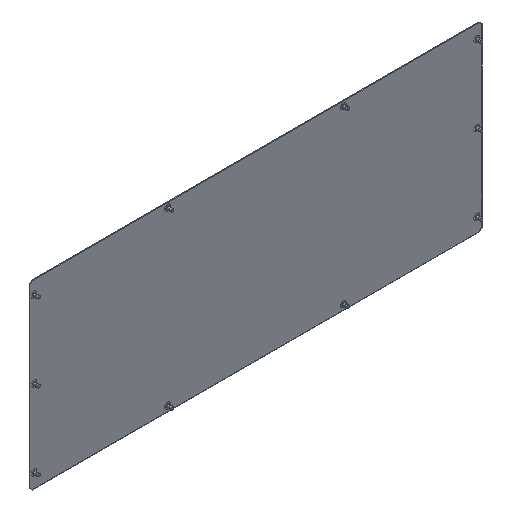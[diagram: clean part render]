
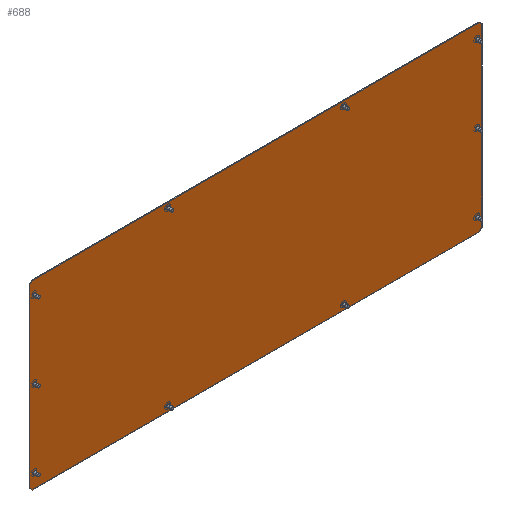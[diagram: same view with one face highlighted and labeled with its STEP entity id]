
A CAD part, isometric view. The second image highlights one B-rep face of the part: STEP entity #688.
In plain terms, the highlighted planar face has unit normal (0, -1, 0).
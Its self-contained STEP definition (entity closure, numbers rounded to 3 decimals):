
#688=ADVANCED_FACE('',(#1214,#1215,#1216,#1217,#1218,#1219,#1220,#1221,#1222,#1223,#1224),#1225,.F.);
#1214=FACE_OUTER_BOUND('',#1689,.T.);
#1215=FACE_BOUND('',#1690,.T.);
#1216=FACE_BOUND('',#1691,.T.);
#1217=FACE_BOUND('',#1692,.T.);
#1218=FACE_BOUND('',#1693,.T.);
#1219=FACE_BOUND('',#1694,.T.);
#1220=FACE_BOUND('',#1695,.T.);
#1221=FACE_BOUND('',#1696,.T.);
#1222=FACE_BOUND('',#1697,.T.);
#1223=FACE_BOUND('',#1698,.T.);
#1224=FACE_BOUND('',#1699,.T.);
#1225=PLANE('',#1700);
#1689=EDGE_LOOP('',(#2731,#2732,#2733,#2734,#2735,#2736,#2737,#2738));
#1690=EDGE_LOOP('',(#2739,#2740));
#1691=EDGE_LOOP('',(#2741,#2742));
#1692=EDGE_LOOP('',(#2743,#2744));
#1693=EDGE_LOOP('',(#2745,#2746));
#1694=EDGE_LOOP('',(#2747,#2748));
#1695=EDGE_LOOP('',(#2749,#2750));
#1696=EDGE_LOOP('',(#2751,#2752));
#1697=EDGE_LOOP('',(#2753,#2754));
#1698=EDGE_LOOP('',(#2755,#2756));
#1699=EDGE_LOOP('',(#2757,#2758));
#1700=AXIS2_PLACEMENT_3D('',#2759,#2760,#2761);
#2731=ORIENTED_EDGE('',*,*,#3264,.T.);
#2732=ORIENTED_EDGE('',*,*,#3290,.T.);
#2733=ORIENTED_EDGE('',*,*,#3286,.T.);
#2734=ORIENTED_EDGE('',*,*,#3291,.F.);
#2735=ORIENTED_EDGE('',*,*,#3292,.T.);
#2736=ORIENTED_EDGE('',*,*,#3293,.F.);
#2737=ORIENTED_EDGE('',*,*,#3294,.T.);
#2738=ORIENTED_EDGE('',*,*,#3295,.F.);
#2739=ORIENTED_EDGE('',*,*,#3259,.T.);
#2740=ORIENTED_EDGE('',*,*,#3296,.T.);
#2741=ORIENTED_EDGE('',*,*,#3254,.T.);
#2742=ORIENTED_EDGE('',*,*,#3297,.T.);
#2743=ORIENTED_EDGE('',*,*,#3249,.T.);
#2744=ORIENTED_EDGE('',*,*,#3298,.T.);
#2745=ORIENTED_EDGE('',*,*,#3244,.T.);
#2746=ORIENTED_EDGE('',*,*,#3299,.T.);
#2747=ORIENTED_EDGE('',*,*,#3239,.T.);
#2748=ORIENTED_EDGE('',*,*,#3300,.T.);
#2749=ORIENTED_EDGE('',*,*,#3234,.T.);
#2750=ORIENTED_EDGE('',*,*,#3301,.T.);
#2751=ORIENTED_EDGE('',*,*,#3229,.T.);
#2752=ORIENTED_EDGE('',*,*,#3302,.T.);
#2753=ORIENTED_EDGE('',*,*,#3224,.T.);
#2754=ORIENTED_EDGE('',*,*,#3303,.T.);
#2755=ORIENTED_EDGE('',*,*,#3219,.T.);
#2756=ORIENTED_EDGE('',*,*,#3304,.T.);
#2757=ORIENTED_EDGE('',*,*,#3214,.T.);
#2758=ORIENTED_EDGE('',*,*,#3305,.T.);
#2759=CARTESIAN_POINT('',(455.0,8.7,182.5));
#2760=DIRECTION('',(0.0,1.0,0.0));
#2761=DIRECTION('',(0.0,0.0,1.0));
#3214=EDGE_CURVE('',#3771,#3768,#3772,.T.);
#3219=EDGE_CURVE('',#3780,#3777,#3781,.T.);
#3224=EDGE_CURVE('',#3789,#3786,#3790,.T.);
#3229=EDGE_CURVE('',#3798,#3795,#3799,.T.);
#3234=EDGE_CURVE('',#3807,#3804,#3808,.T.);
#3239=EDGE_CURVE('',#3816,#3813,#3817,.T.);
#3244=EDGE_CURVE('',#3825,#3822,#3826,.T.);
#3249=EDGE_CURVE('',#3834,#3831,#3835,.T.);
#3254=EDGE_CURVE('',#3843,#3840,#3844,.T.);
#3259=EDGE_CURVE('',#3852,#3849,#3853,.T.);
#3264=EDGE_CURVE('',#3861,#3858,#3862,.T.);
#3286=EDGE_CURVE('',#3891,#3892,#3893,.T.);
#3290=EDGE_CURVE('',#3858,#3891,#3897,.T.);
#3291=EDGE_CURVE('',#3898,#3892,#3899,.T.);
#3292=EDGE_CURVE('',#3898,#3900,#3901,.T.);
#3293=EDGE_CURVE('',#3902,#3900,#3903,.T.);
#3294=EDGE_CURVE('',#3902,#3904,#3905,.T.);
#3295=EDGE_CURVE('',#3861,#3904,#3906,.T.);
#3296=EDGE_CURVE('',#3849,#3852,#3907,.T.);
#3297=EDGE_CURVE('',#3840,#3843,#3908,.T.);
#3298=EDGE_CURVE('',#3831,#3834,#3909,.T.);
#3299=EDGE_CURVE('',#3822,#3825,#3910,.T.);
#3300=EDGE_CURVE('',#3813,#3816,#3911,.T.);
#3301=EDGE_CURVE('',#3804,#3807,#3912,.T.);
#3302=EDGE_CURVE('',#3795,#3798,#3913,.T.);
#3303=EDGE_CURVE('',#3786,#3789,#3914,.T.);
#3304=EDGE_CURVE('',#3777,#3780,#3915,.T.);
#3305=EDGE_CURVE('',#3768,#3771,#3916,.T.);
#3768=VERTEX_POINT('',#4459);
#3771=VERTEX_POINT('',#4463);
#3772=CIRCLE('',#4464,3.3);
#3777=VERTEX_POINT('',#4470);
#3780=VERTEX_POINT('',#4474);
#3781=CIRCLE('',#4475,3.3);
#3786=VERTEX_POINT('',#4481);
#3789=VERTEX_POINT('',#4485);
#3790=CIRCLE('',#4486,3.3);
#3795=VERTEX_POINT('',#4492);
#3798=VERTEX_POINT('',#4496);
#3799=CIRCLE('',#4497,3.3);
#3804=VERTEX_POINT('',#4503);
#3807=VERTEX_POINT('',#4507);
#3808=CIRCLE('',#4508,3.3);
#3813=VERTEX_POINT('',#4514);
#3816=VERTEX_POINT('',#4518);
#3817=CIRCLE('',#4519,3.3);
#3822=VERTEX_POINT('',#4525);
#3825=VERTEX_POINT('',#4529);
#3826=CIRCLE('',#4530,3.3);
#3831=VERTEX_POINT('',#4536);
#3834=VERTEX_POINT('',#4540);
#3835=CIRCLE('',#4541,3.3);
#3840=VERTEX_POINT('',#4547);
#3843=VERTEX_POINT('',#4551);
#3844=CIRCLE('',#4552,3.3);
#3849=VERTEX_POINT('',#4558);
#3852=VERTEX_POINT('',#4562);
#3853=CIRCLE('',#4563,3.3);
#3858=VERTEX_POINT('',#4569);
#3861=VERTEX_POINT('',#4573);
#3862=LINE('',#4574,#4575);
#3891=VERTEX_POINT('',#4613);
#3892=VERTEX_POINT('',#4614);
#3893=LINE('',#4615,#4616);
#3897=LINE('',#4622,#4623);
#3898=VERTEX_POINT('',#4624);
#3899=LINE('',#4625,#4626);
#3900=VERTEX_POINT('',#4627);
#3901=LINE('',#4628,#4629);
#3902=VERTEX_POINT('',#4630);
#3903=LINE('',#4631,#4632);
#3904=VERTEX_POINT('',#4633);
#3905=LINE('',#4634,#4635);
#3906=LINE('',#4636,#4637);
#3907=CIRCLE('',#4638,3.3);
#3908=CIRCLE('',#4639,3.3);
#3909=CIRCLE('',#4640,3.3);
#3910=CIRCLE('',#4641,3.3);
#3911=CIRCLE('',#4642,3.3);
#3912=CIRCLE('',#4643,3.3);
#3913=CIRCLE('',#4644,3.3);
#3914=CIRCLE('',#4645,3.3);
#3915=CIRCLE('',#4646,3.3);
#3916=CIRCLE('',#4647,3.3);
#4459=CARTESIAN_POINT('',(12.8,8.7,337.5));
#4463=CARTESIAN_POINT('',(6.2,8.7,337.5));
#4464=AXIS2_PLACEMENT_3D('',#5114,#5115,#5116);
#4470=CARTESIAN_POINT('',(12.8,8.7,182.5));
#4474=CARTESIAN_POINT('',(6.2,8.7,182.5));
#4475=AXIS2_PLACEMENT_3D('',#5122,#5123,#5124);
#4481=CARTESIAN_POINT('',(12.8,8.7,27.5));
#4485=CARTESIAN_POINT('',(6.2,8.7,27.5));
#4486=AXIS2_PLACEMENT_3D('',#5130,#5131,#5132);
#4492=CARTESIAN_POINT('',(903.8,8.7,337.5));
#4496=CARTESIAN_POINT('',(897.2,8.7,337.5));
#4497=AXIS2_PLACEMENT_3D('',#5138,#5139,#5140);
#4503=CARTESIAN_POINT('',(903.8,8.7,182.5));
#4507=CARTESIAN_POINT('',(897.2,8.7,182.5));
#4508=AXIS2_PLACEMENT_3D('',#5146,#5147,#5148);
#4514=CARTESIAN_POINT('',(903.8,8.7,27.5));
#4518=CARTESIAN_POINT('',(897.2,8.7,27.5));
#4519=AXIS2_PLACEMENT_3D('',#5154,#5155,#5156);
#4525=CARTESIAN_POINT('',(281.3,8.7,355.0));
#4529=CARTESIAN_POINT('',(274.7,8.7,355.0));
#4530=AXIS2_PLACEMENT_3D('',#5162,#5163,#5164);
#4536=CARTESIAN_POINT('',(281.3,8.7,10.0));
#4540=CARTESIAN_POINT('',(274.7,8.7,10.0));
#4541=AXIS2_PLACEMENT_3D('',#5170,#5171,#5172);
#4547=CARTESIAN_POINT('',(635.3,8.7,355.0));
#4551=CARTESIAN_POINT('',(628.7,8.7,355.0));
#4552=AXIS2_PLACEMENT_3D('',#5178,#5179,#5180);
#4558=CARTESIAN_POINT('',(635.3,8.7,10.0));
#4562=CARTESIAN_POINT('',(628.7,8.7,10.0));
#4563=AXIS2_PLACEMENT_3D('',#5186,#5187,#5188);
#4569=CARTESIAN_POINT('',(910.0,8.7,5.));
#4573=CARTESIAN_POINT('',(905.0,8.7,0.0));
#4574=CARTESIAN_POINT('',(839.893,8.7,-65.107));
#4575=VECTOR('',#5194,1.0);
#4613=CARTESIAN_POINT('',(910.0,8.7,360.0));
#4614=CARTESIAN_POINT('',(905.0,8.7,365.0));
#4615=CARTESIAN_POINT('',(839.893,8.7,430.107));
#4616=VECTOR('',#5234,1.0);
#4622=CARTESIAN_POINT('',(910.0,8.7,182.5));
#4623=VECTOR('',#5237,1.0);
#4624=CARTESIAN_POINT('',(5.,8.7,365.0));
#4625=CARTESIAN_POINT('',(455.0,8.7,365.0));
#4626=VECTOR('',#5238,1.0);
#4627=CARTESIAN_POINT('',(0.0,8.7,360.0));
#4628=CARTESIAN_POINT('',(70.107,8.7,430.107));
#4629=VECTOR('',#5239,1.0);
#4630=CARTESIAN_POINT('',(0.0,8.7,5.0));
#4631=CARTESIAN_POINT('',(0.0,8.7,182.5));
#4632=VECTOR('',#5240,1.0);
#4633=CARTESIAN_POINT('',(5.,8.7,0.0));
#4634=CARTESIAN_POINT('',(70.107,8.7,-65.107));
#4635=VECTOR('',#5241,1.0);
#4636=CARTESIAN_POINT('',(455.0,8.7,0.0));
#4637=VECTOR('',#5242,1.0);
#4638=AXIS2_PLACEMENT_3D('',#5243,#5244,#5245);
#4639=AXIS2_PLACEMENT_3D('',#5246,#5247,#5248);
#4640=AXIS2_PLACEMENT_3D('',#5249,#5250,#5251);
#4641=AXIS2_PLACEMENT_3D('',#5252,#5253,#5254);
#4642=AXIS2_PLACEMENT_3D('',#5255,#5256,#5257);
#4643=AXIS2_PLACEMENT_3D('',#5258,#5259,#5260);
#4644=AXIS2_PLACEMENT_3D('',#5261,#5262,#5263);
#4645=AXIS2_PLACEMENT_3D('',#5264,#5265,#5266);
#4646=AXIS2_PLACEMENT_3D('',#5267,#5268,#5269);
#4647=AXIS2_PLACEMENT_3D('',#5270,#5271,#5272);
#5114=CARTESIAN_POINT('',(9.5,8.7,337.5));
#5115=DIRECTION('',(-0.0,1.0,0.0));
#5116=DIRECTION('',(1.0,0.0,0.0));
#5122=CARTESIAN_POINT('',(9.5,8.7,182.5));
#5123=DIRECTION('',(-0.0,1.0,0.0));
#5124=DIRECTION('',(1.0,0.0,0.0));
#5130=CARTESIAN_POINT('',(9.5,8.7,27.5));
#5131=DIRECTION('',(-0.0,1.0,0.0));
#5132=DIRECTION('',(1.0,0.0,0.0));
#5138=CARTESIAN_POINT('',(900.5,8.7,337.5));
#5139=DIRECTION('',(-0.0,1.0,0.0));
#5140=DIRECTION('',(1.0,0.0,0.0));
#5146=CARTESIAN_POINT('',(900.5,8.7,182.5));
#5147=DIRECTION('',(-0.0,1.0,0.0));
#5148=DIRECTION('',(1.0,0.0,0.0));
#5154=CARTESIAN_POINT('',(900.5,8.7,27.5));
#5155=DIRECTION('',(-0.0,1.0,0.0));
#5156=DIRECTION('',(1.0,0.0,0.0));
#5162=CARTESIAN_POINT('',(278.0,8.7,355.0));
#5163=DIRECTION('',(-0.0,1.0,0.0));
#5164=DIRECTION('',(1.0,0.0,0.0));
#5170=CARTESIAN_POINT('',(278.0,8.7,10.0));
#5171=DIRECTION('',(-0.0,1.0,0.0));
#5172=DIRECTION('',(1.0,0.0,0.0));
#5178=CARTESIAN_POINT('',(632.0,8.7,355.0));
#5179=DIRECTION('',(-0.0,1.0,0.0));
#5180=DIRECTION('',(1.0,0.0,0.0));
#5186=CARTESIAN_POINT('',(632.0,8.7,10.0));
#5187=DIRECTION('',(-0.0,1.0,0.0));
#5188=DIRECTION('',(1.0,0.0,0.0));
#5194=DIRECTION('',(0.707,-0.0,0.707));
#5234=DIRECTION('',(-0.707,0.0,0.707));
#5237=DIRECTION('',(0.0,0.0,1.0));
#5238=DIRECTION('',(1.0,0.0,0.0));
#5239=DIRECTION('',(-0.707,0.0,-0.707));
#5240=DIRECTION('',(0.0,0.0,1.0));
#5241=DIRECTION('',(0.707,0.0,-0.707));
#5242=DIRECTION('',(-1.0,0.0,0.0));
#5243=CARTESIAN_POINT('',(632.0,8.7,10.0));
#5244=DIRECTION('',(-0.0,1.0,0.0));
#5245=DIRECTION('',(1.0,0.0,0.0));
#5246=CARTESIAN_POINT('',(632.0,8.7,355.0));
#5247=DIRECTION('',(-0.0,1.0,0.0));
#5248=DIRECTION('',(1.0,0.0,0.0));
#5249=CARTESIAN_POINT('',(278.0,8.7,10.0));
#5250=DIRECTION('',(-0.0,1.0,0.0));
#5251=DIRECTION('',(1.0,0.0,0.0));
#5252=CARTESIAN_POINT('',(278.0,8.7,355.0));
#5253=DIRECTION('',(-0.0,1.0,0.0));
#5254=DIRECTION('',(1.0,0.0,0.0));
#5255=CARTESIAN_POINT('',(900.5,8.7,27.5));
#5256=DIRECTION('',(-0.0,1.0,0.0));
#5257=DIRECTION('',(1.0,0.0,0.0));
#5258=CARTESIAN_POINT('',(900.5,8.7,182.5));
#5259=DIRECTION('',(-0.0,1.0,0.0));
#5260=DIRECTION('',(1.0,0.0,0.0));
#5261=CARTESIAN_POINT('',(900.5,8.7,337.5));
#5262=DIRECTION('',(-0.0,1.0,0.0));
#5263=DIRECTION('',(1.0,0.0,0.0));
#5264=CARTESIAN_POINT('',(9.5,8.7,27.5));
#5265=DIRECTION('',(-0.0,1.0,0.0));
#5266=DIRECTION('',(1.0,0.0,0.0));
#5267=CARTESIAN_POINT('',(9.5,8.7,182.5));
#5268=DIRECTION('',(-0.0,1.0,0.0));
#5269=DIRECTION('',(1.0,0.0,0.0));
#5270=CARTESIAN_POINT('',(9.5,8.7,337.5));
#5271=DIRECTION('',(-0.0,1.0,0.0));
#5272=DIRECTION('',(1.0,0.0,0.0));
